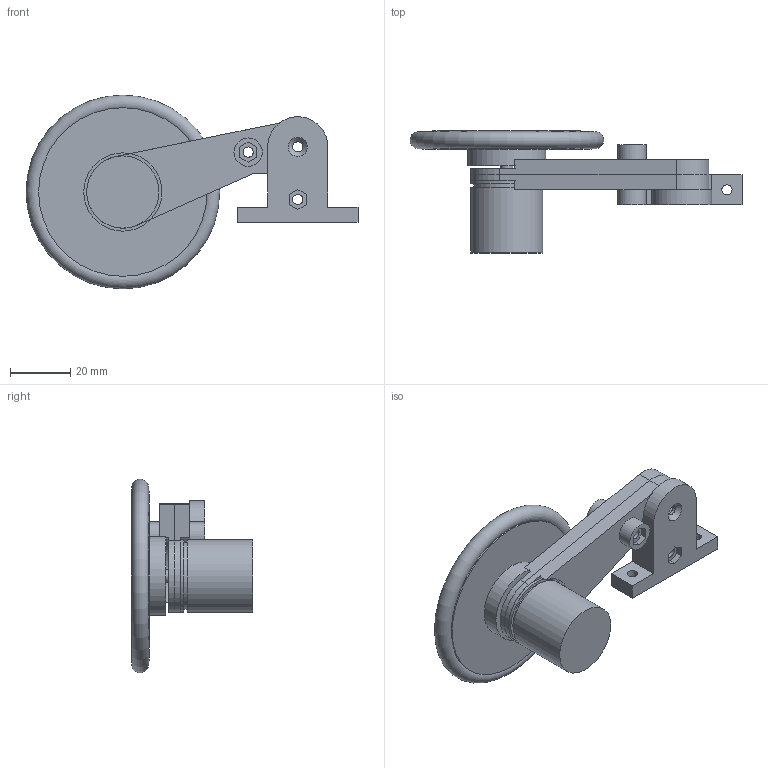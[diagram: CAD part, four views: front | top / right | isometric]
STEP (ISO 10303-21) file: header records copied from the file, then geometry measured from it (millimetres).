
FILE_DESCRIPTION(/* description */ (''),/* implementation_level */ '2;1');
FILE_NAME(/* name */ 'Encoder holder v1_v11.step',/* time_stamp */ '2023-05-19T17:35:04+02:00',/* author */ (''),/* organization */ (''),/* preprocessor_version */ 'ST-DEVELOPER v19.2',/* originating_system */ 'Autodesk Translation Framework v12.4.0.73',/* authorisation */ '');
FILE_SCHEMA (('AUTOMOTIVE_DESIGN { 1 0 10303 214 3 1 1 }'));
Length unit declared in the file: millimetre
Products named in the file (8): Encoder holder v1; Stator; Rotor; Rotor(Mirror); Encoder; encoder wheel v3; hub; wheel
Assembly tree (7 placements, depth 3):
  Encoder holder v1
    Stator
    Rotor
    Rotor(Mirror)
    Encoder
    encoder wheel v3
      hub
      wheel
Bounding box: 110.26 x 40.5 x 64.33 mm (x, y, z)
Volume: 49181.6 mm3; surface area: 24074.9 mm2
Topology: 6 solids, 6 shells, 108 faces, 247 edges, 163 vertices
Faces by surface type: plane 65, cylinder 37, cone 4, torus 2
Full cylindrical faces by diameter (mm): 3 x3, 3.4 x14, 4 x2, 9.4 x2, 12 x3, 22 x1, 24 x2, 26 x1, 56 x2
Entity records: 3383 total; most frequent: DIRECTION 576, CARTESIAN_POINT 533, ORIENTED_EDGE 494, EDGE_CURVE 247, AXIS2_PLACEMENT_3D 206, LINE 164, VECTOR 164, VERTEX_POINT 163
